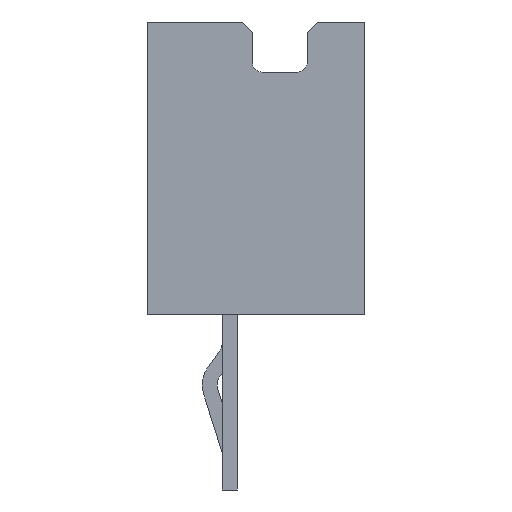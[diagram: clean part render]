
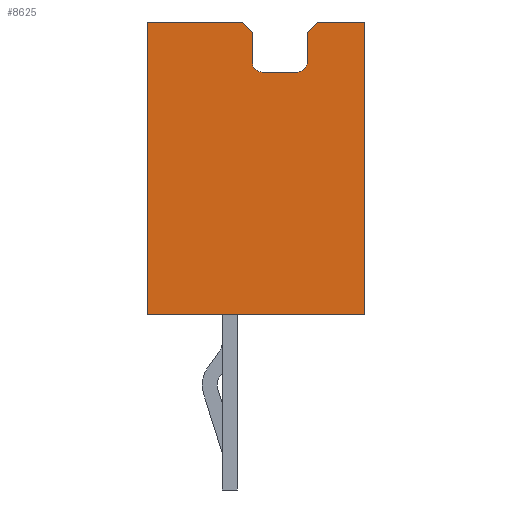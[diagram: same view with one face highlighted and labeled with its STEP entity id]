
A CAD part, left-side view. The second image highlights one B-rep face of the part: STEP entity #8625.
In plain terms, the highlighted planar face has unit normal (-1, 0, 0).
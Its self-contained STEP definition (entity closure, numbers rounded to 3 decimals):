
#169=DIRECTION('',(0.,-1.,0.));
#170=VECTOR('',#169,4.35);
#171=CARTESIAN_POINT('',(-12.,2.175,-2.925));
#172=LINE('',#171,#170);
#549=DIRECTION('',(0.,0.,1.));
#550=VECTOR('',#549,5.85);
#551=CARTESIAN_POINT('',(-12.,-2.175,-2.925));
#552=LINE('',#551,#550);
#645=DIRECTION('',(0.,-1.,0.));
#646=VECTOR('',#645,1.9);
#647=CARTESIAN_POINT('',(-12.,2.175,2.925));
#648=LINE('',#647,#646);
#701=DIRECTION('',(0.,-1.,0.));
#702=VECTOR('',#701,0.95);
#703=CARTESIAN_POINT('',(-12.,-1.225,2.925));
#704=LINE('',#703,#702);
#735=DIRECTION('',(0.,0.707,0.707));
#736=VECTOR('',#735,0.283);
#737=CARTESIAN_POINT('',(-12.,0.075,2.725));
#738=LINE('',#737,#736);
#739=DIRECTION('',(0.,0.,-1.));
#740=VECTOR('',#739,0.6);
#741=CARTESIAN_POINT('',(-12.,0.075,2.725));
#742=LINE('',#741,#740);
#743=CARTESIAN_POINT('',(-12.,-0.125,2.125));
#744=DIRECTION('',(1.,0.,0.));
#745=DIRECTION('',(0.,0.,-1.));
#746=AXIS2_PLACEMENT_3D('',#743,#744,#745);
#748=DIRECTION('',(0.,1.,0.));
#749=VECTOR('',#748,0.7);
#750=CARTESIAN_POINT('',(-12.,-0.825,1.925));
#751=LINE('',#750,#749);
#752=CARTESIAN_POINT('',(-12.,-0.825,2.125));
#753=DIRECTION('',(1.,0.,0.));
#754=DIRECTION('',(0.,-1.,0.));
#755=AXIS2_PLACEMENT_3D('',#752,#753,#754);
#757=DIRECTION('',(0.,0.,-1.));
#758=VECTOR('',#757,0.6);
#759=CARTESIAN_POINT('',(-12.,-1.025,2.725));
#760=LINE('',#759,#758);
#761=DIRECTION('',(0.,0.707,-0.707));
#762=VECTOR('',#761,0.283);
#763=CARTESIAN_POINT('',(-12.,-1.225,2.925));
#764=LINE('',#763,#762);
#765=DIRECTION('',(0.,0.,1.));
#766=VECTOR('',#765,5.85);
#767=CARTESIAN_POINT('',(-12.,2.175,-2.925));
#768=LINE('',#767,#766);
#6075=CARTESIAN_POINT('',(-12.,2.175,-2.925));
#6076=CARTESIAN_POINT('',(-12.,-2.175,-2.925));
#6077=VERTEX_POINT('',#6075);
#6078=VERTEX_POINT('',#6076);
#6079=CARTESIAN_POINT('',(-12.,-2.175,2.925));
#6081=VERTEX_POINT('',#6079);
#6084=CARTESIAN_POINT('',(-12.,2.175,2.925));
#6086=VERTEX_POINT('',#6084);
#6099=CARTESIAN_POINT('',(-12.,-1.025,2.125));
#6100=CARTESIAN_POINT('',(-12.,-0.825,1.925));
#6101=VERTEX_POINT('',#6099);
#6102=VERTEX_POINT('',#6100);
#6103=CARTESIAN_POINT('',(-12.,-0.125,1.925));
#6104=VERTEX_POINT('',#6103);
#6105=CARTESIAN_POINT('',(-12.,0.075,2.125));
#6106=VERTEX_POINT('',#6105);
#6337=CARTESIAN_POINT('',(-12.,0.075,2.725));
#6338=CARTESIAN_POINT('',(-12.,0.275,2.925));
#6339=VERTEX_POINT('',#6337);
#6340=VERTEX_POINT('',#6338);
#6405=CARTESIAN_POINT('',(-12.,-1.225,2.925));
#6406=CARTESIAN_POINT('',(-12.,-1.025,2.725));
#6407=VERTEX_POINT('',#6405);
#6408=VERTEX_POINT('',#6406);
#8600=CARTESIAN_POINT('',(-12.,2.175,-2.925));
#8601=DIRECTION('',(-1.,0.,0.));
#8602=DIRECTION('',(0.,-1.,0.));
#8603=AXIS2_PLACEMENT_3D('',#8600,#8601,#8602);
#8604=PLANE('',#8603);
#8605=ORIENTED_EDGE('',*,*,#8590,.F.);
#8607=ORIENTED_EDGE('',*,*,#8606,.T.);
#8609=ORIENTED_EDGE('',*,*,#8608,.F.);
#8611=ORIENTED_EDGE('',*,*,#8610,.F.);
#8613=ORIENTED_EDGE('',*,*,#8612,.F.);
#8615=ORIENTED_EDGE('',*,*,#8614,.F.);
#8617=ORIENTED_EDGE('',*,*,#8616,.F.);
#8618=ORIENTED_EDGE('',*,*,#8569,.T.);
#8619=ORIENTED_EDGE('',*,*,#8380,.F.);
#8620=ORIENTED_EDGE('',*,*,#8132,.F.);
#8621=ORIENTED_EDGE('',*,*,#8189,.T.);
#8622=ORIENTED_EDGE('',*,*,#8535,.T.);
#8623=EDGE_LOOP('',(#8605,#8607,#8609,#8611,#8613,#8615,#8617,#8618,#8619,#8620,
#8621,#8622));
#8624=FACE_OUTER_BOUND('',#8623,.F.);
#8625=ADVANCED_FACE('',(#8624),#8604,.T.);
#747=CIRCLE('',#746,0.2);
#756=CIRCLE('',#755,0.2);
#8132=EDGE_CURVE('',#6077,#6078,#172,.T.);
#8189=EDGE_CURVE('',#6077,#6086,#768,.T.);
#8380=EDGE_CURVE('',#6078,#6081,#552,.T.);
#8535=EDGE_CURVE('',#6086,#6340,#648,.T.);
#8569=EDGE_CURVE('',#6407,#6081,#704,.T.);
#8590=EDGE_CURVE('',#6339,#6340,#738,.T.);
#8606=EDGE_CURVE('',#6339,#6106,#742,.T.);
#8608=EDGE_CURVE('',#6104,#6106,#747,.T.);
#8610=EDGE_CURVE('',#6102,#6104,#751,.T.);
#8612=EDGE_CURVE('',#6101,#6102,#756,.T.);
#8614=EDGE_CURVE('',#6408,#6101,#760,.T.);
#8616=EDGE_CURVE('',#6407,#6408,#764,.T.);
